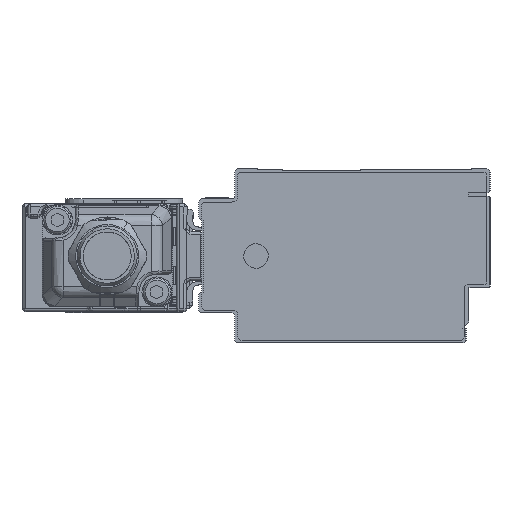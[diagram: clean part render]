
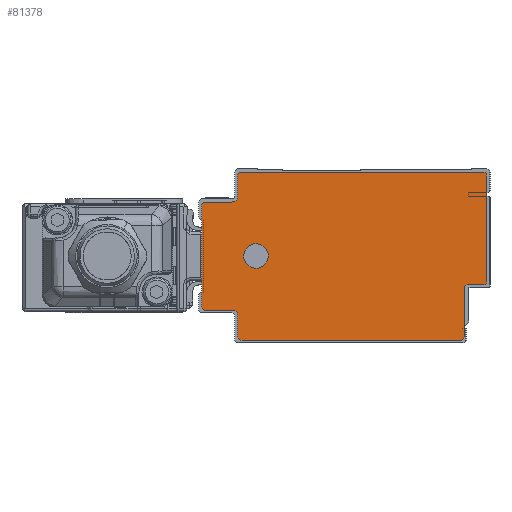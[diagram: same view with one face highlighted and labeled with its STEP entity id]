
A CAD part, left-side view. The second image highlights one B-rep face of the part: STEP entity #81378.
In plain terms, the highlighted planar face has unit normal (-1, 0, 0).
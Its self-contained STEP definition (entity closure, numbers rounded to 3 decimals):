
#79506=AXIS2_PLACEMENT_3D('Circle Axis2P3D',#79504,#79505,$) ;
#79544=AXIS2_PLACEMENT_3D('Circle Axis2P3D',#79542,#79543,$) ;
#79582=AXIS2_PLACEMENT_3D('Circle Axis2P3D',#79580,#79581,$) ;
#79620=AXIS2_PLACEMENT_3D('Circle Axis2P3D',#79618,#79619,$) ;
#81248=AXIS2_PLACEMENT_3D('Circle Axis2P3D',#81246,#81247,$) ;
#81268=AXIS2_PLACEMENT_3D('Plane Axis2P3D',#81265,#81266,#81267) ;
#81272=AXIS2_PLACEMENT_3D('Circle Axis2P3D',#81270,#81271,$) ;
#81286=AXIS2_PLACEMENT_3D('Circle Axis2P3D',#81284,#81285,$) ;
#81300=AXIS2_PLACEMENT_3D('Circle Axis2P3D',#81298,#81299,$) ;
#81314=AXIS2_PLACEMENT_3D('Circle Axis2P3D',#81312,#81313,$) ;
#81328=AXIS2_PLACEMENT_3D('Circle Axis2P3D',#81326,#81327,$) ;
#81362=AXIS2_PLACEMENT_3D('Circle Axis2P3D',#81360,#81361,$) ;
#81371=AXIS2_PLACEMENT_3D('Circle Axis2P3D',#81369,#81370,$) ;
#79462=CARTESIAN_POINT('Line Origine',(-2175.5,-3.5,19.1)) ;
#79466=CARTESIAN_POINT('Vertex',(-2175.5,-3.5,28.)) ;
#79468=CARTESIAN_POINT('Vertex',(-2175.5,-3.5,10.2)) ;
#79504=CARTESIAN_POINT('Axis2P3D Location',(-2175.5,-3.,28.)) ;
#79508=CARTESIAN_POINT('Vertex',(-2175.5,-3.,28.5)) ;
#79523=CARTESIAN_POINT('Line Origine',(-2175.5,17.25,28.5)) ;
#79527=CARTESIAN_POINT('Vertex',(-2175.5,37.5,28.5)) ;
#79542=CARTESIAN_POINT('Axis2P3D Location',(-2175.5,37.5,28.)) ;
#79546=CARTESIAN_POINT('Vertex',(-2175.5,38.,28.)) ;
#79561=CARTESIAN_POINT('Line Origine',(-2175.5,38.,26.25)) ;
#79565=CARTESIAN_POINT('Vertex',(-2175.5,38.,24.5)) ;
#79580=CARTESIAN_POINT('Axis2P3D Location',(-2175.5,39.,24.5)) ;
#79584=CARTESIAN_POINT('Vertex',(-2175.5,39.,23.5)) ;
#79599=CARTESIAN_POINT('Line Origine',(-2175.5,41.25,23.5)) ;
#79603=CARTESIAN_POINT('Vertex',(-2175.5,43.5,23.5)) ;
#79618=CARTESIAN_POINT('Axis2P3D Location',(-2175.5,43.5,23.)) ;
#79622=CARTESIAN_POINT('Vertex',(-2175.5,44.,23.)) ;
#79637=CARTESIAN_POINT('Line Origine',(-2175.5,44.,14.5)) ;
#79641=CARTESIAN_POINT('Vertex',(-2175.5,44.,6.)) ;
#81246=CARTESIAN_POINT('Axis2P3D Location',(-2175.5,-3.,10.2)) ;
#81250=CARTESIAN_POINT('Vertex',(-2175.5,-3.,9.7)) ;
#81265=CARTESIAN_POINT('Axis2P3D Location',(-2175.5,0.,0.)) ;
#81270=CARTESIAN_POINT('Axis2P3D Location',(-2175.5,43.5,6.)) ;
#81274=CARTESIAN_POINT('Vertex',(-2175.5,43.5,5.5)) ;
#81277=CARTESIAN_POINT('Line Origine',(-2175.5,41.25,5.5)) ;
#81281=CARTESIAN_POINT('Vertex',(-2175.5,39.,5.5)) ;
#81284=CARTESIAN_POINT('Axis2P3D Location',(-2175.5,39.,4.5)) ;
#81288=CARTESIAN_POINT('Vertex',(-2175.5,38.,4.5)) ;
#81291=CARTESIAN_POINT('Line Origine',(-2175.5,38.,2.75)) ;
#81295=CARTESIAN_POINT('Vertex',(-2175.5,38.,1.)) ;
#81298=CARTESIAN_POINT('Axis2P3D Location',(-2175.5,37.5,1.)) ;
#81302=CARTESIAN_POINT('Vertex',(-2175.5,37.5,0.5)) ;
#81305=CARTESIAN_POINT('Line Origine',(-2175.5,19.15,0.5)) ;
#81309=CARTESIAN_POINT('Vertex',(-2175.5,0.8,0.5)) ;
#81312=CARTESIAN_POINT('Axis2P3D Location',(-2175.5,0.8,1.)) ;
#81316=CARTESIAN_POINT('Vertex',(-2175.5,0.3,1.)) ;
#81319=CARTESIAN_POINT('Line Origine',(-2175.5,0.3,5.1)) ;
#81323=CARTESIAN_POINT('Vertex',(-2175.5,0.3,9.2)) ;
#81326=CARTESIAN_POINT('Axis2P3D Location',(-2175.5,-0.2,9.2)) ;
#81330=CARTESIAN_POINT('Vertex',(-2175.5,-0.2,9.7)) ;
#81333=CARTESIAN_POINT('Line Origine',(-2175.5,-1.6,9.7)) ;
#81360=CARTESIAN_POINT('Axis2P3D Location',(-2175.5,35.,14.5)) ;
#81364=CARTESIAN_POINT('Vertex',(-2175.5,33.186,13.509)) ;
#81366=CARTESIAN_POINT('Vertex',(-2175.5,36.814,15.491)) ;
#81369=CARTESIAN_POINT('Axis2P3D Location',(-2175.5,35.,14.5)) ;
#79463=DIRECTION('Vector Direction',(0.,0.,-1.)) ;
#79505=DIRECTION('Axis2P3D Direction',(1.,0.,0.)) ;
#79524=DIRECTION('Vector Direction',(0.,1.,0.)) ;
#79543=DIRECTION('Axis2P3D Direction',(1.,0.,0.)) ;
#79562=DIRECTION('Vector Direction',(0.,0.,1.)) ;
#79581=DIRECTION('Axis2P3D Direction',(1.,0.,0.)) ;
#79600=DIRECTION('Vector Direction',(0.,1.,0.)) ;
#79619=DIRECTION('Axis2P3D Direction',(1.,0.,0.)) ;
#79638=DIRECTION('Vector Direction',(0.,0.,1.)) ;
#81247=DIRECTION('Axis2P3D Direction',(1.,0.,0.)) ;
#81266=DIRECTION('Axis2P3D Direction',(1.,0.,0.)) ;
#81267=DIRECTION('Axis2P3D XDirection',(0.,1.,0.)) ;
#81271=DIRECTION('Axis2P3D Direction',(1.,0.,0.)) ;
#81278=DIRECTION('Vector Direction',(0.,-1.,0.)) ;
#81285=DIRECTION('Axis2P3D Direction',(1.,0.,0.)) ;
#81292=DIRECTION('Vector Direction',(0.,0.,1.)) ;
#81299=DIRECTION('Axis2P3D Direction',(1.,0.,0.)) ;
#81306=DIRECTION('Vector Direction',(0.,-1.,0.)) ;
#81313=DIRECTION('Axis2P3D Direction',(1.,0.,0.)) ;
#81320=DIRECTION('Vector Direction',(0.,0.,-1.)) ;
#81327=DIRECTION('Axis2P3D Direction',(1.,0.,0.)) ;
#81334=DIRECTION('Vector Direction',(0.,1.,0.)) ;
#81361=DIRECTION('Axis2P3D Direction',(1.,0.,0.)) ;
#81370=DIRECTION('Axis2P3D Direction',(1.,0.,0.)) ;
#79464=VECTOR('Line Direction',#79463,1.) ;
#79525=VECTOR('Line Direction',#79524,1.) ;
#79563=VECTOR('Line Direction',#79562,1.) ;
#79601=VECTOR('Line Direction',#79600,1.) ;
#79639=VECTOR('Line Direction',#79638,1.) ;
#81279=VECTOR('Line Direction',#81278,1.) ;
#81293=VECTOR('Line Direction',#81292,1.) ;
#81307=VECTOR('Line Direction',#81306,1.) ;
#81321=VECTOR('Line Direction',#81320,1.) ;
#81335=VECTOR('Line Direction',#81334,1.) ;
#81339=ORIENTED_EDGE('',*,*,#79529,.F.) ;
#81340=ORIENTED_EDGE('',*,*,#79548,.F.) ;
#81341=ORIENTED_EDGE('',*,*,#79567,.F.) ;
#81342=ORIENTED_EDGE('',*,*,#79586,.F.) ;
#81343=ORIENTED_EDGE('',*,*,#79605,.F.) ;
#81344=ORIENTED_EDGE('',*,*,#79624,.F.) ;
#81345=ORIENTED_EDGE('',*,*,#79643,.F.) ;
#81346=ORIENTED_EDGE('',*,*,#81276,.F.) ;
#81347=ORIENTED_EDGE('',*,*,#81283,.F.) ;
#81348=ORIENTED_EDGE('',*,*,#81290,.F.) ;
#81349=ORIENTED_EDGE('',*,*,#81297,.F.) ;
#81350=ORIENTED_EDGE('',*,*,#81304,.F.) ;
#81351=ORIENTED_EDGE('',*,*,#81311,.F.) ;
#81352=ORIENTED_EDGE('',*,*,#81318,.F.) ;
#81353=ORIENTED_EDGE('',*,*,#81325,.F.) ;
#81354=ORIENTED_EDGE('',*,*,#81332,.F.) ;
#81355=ORIENTED_EDGE('',*,*,#81337,.F.) ;
#81356=ORIENTED_EDGE('',*,*,#81252,.F.) ;
#81357=ORIENTED_EDGE('',*,*,#79470,.F.) ;
#81358=ORIENTED_EDGE('',*,*,#79510,.F.) ;
#81375=ORIENTED_EDGE('',*,*,#81368,.T.) ;
#81376=ORIENTED_EDGE('',*,*,#81373,.T.) ;
#81377=FACE_BOUND('',#81374,.T.) ;
#81378=ADVANCED_FACE('\X2\FF8EFF9EFF83FF9EFF68FF70\X0\.2',(#81359,#81377),#81269,.F.) ;
#79507=CIRCLE('generated circle',#79506,0.5) ;
#79545=CIRCLE('generated circle',#79544,0.5) ;
#79583=CIRCLE('generated circle',#79582,1.) ;
#79621=CIRCLE('generated circle',#79620,0.5) ;
#81249=CIRCLE('generated circle',#81248,0.5) ;
#81273=CIRCLE('generated circle',#81272,0.5) ;
#81287=CIRCLE('generated circle',#81286,1.) ;
#81301=CIRCLE('generated circle',#81300,0.5) ;
#81315=CIRCLE('generated circle',#81314,0.5) ;
#81329=CIRCLE('generated circle',#81328,0.5) ;
#81363=CIRCLE('generated circle',#81362,2.067) ;
#81372=CIRCLE('generated circle',#81371,2.067) ;
#79470=EDGE_CURVE('',#79467,#79469,#79465,.T.) ;
#79510=EDGE_CURVE('',#79509,#79467,#79507,.T.) ;
#79529=EDGE_CURVE('',#79528,#79509,#79526,.F.) ;
#79548=EDGE_CURVE('',#79547,#79528,#79545,.T.) ;
#79567=EDGE_CURVE('',#79566,#79547,#79564,.T.) ;
#79586=EDGE_CURVE('',#79585,#79566,#79583,.F.) ;
#79605=EDGE_CURVE('',#79604,#79585,#79602,.F.) ;
#79624=EDGE_CURVE('',#79623,#79604,#79621,.T.) ;
#79643=EDGE_CURVE('',#79642,#79623,#79640,.T.) ;
#81252=EDGE_CURVE('',#79469,#81251,#81249,.T.) ;
#81276=EDGE_CURVE('',#81275,#79642,#81273,.T.) ;
#81283=EDGE_CURVE('',#81282,#81275,#81280,.F.) ;
#81290=EDGE_CURVE('',#81289,#81282,#81287,.F.) ;
#81297=EDGE_CURVE('',#81296,#81289,#81294,.T.) ;
#81304=EDGE_CURVE('',#81303,#81296,#81301,.T.) ;
#81311=EDGE_CURVE('',#81310,#81303,#81308,.F.) ;
#81318=EDGE_CURVE('',#81317,#81310,#81315,.T.) ;
#81325=EDGE_CURVE('',#81324,#81317,#81322,.T.) ;
#81332=EDGE_CURVE('',#81331,#81324,#81329,.F.) ;
#81337=EDGE_CURVE('',#81251,#81331,#81336,.T.) ;
#81368=EDGE_CURVE('',#81365,#81367,#81363,.T.) ;
#81373=EDGE_CURVE('',#81367,#81365,#81372,.T.) ;
#81338=EDGE_LOOP('',(#81339,#81340,#81341,#81342,#81343,#81344,#81345,#81346,#81347,#81348,#81349,#81350,#81351,#81352,#81353,#81354,#81355,#81356,#81357,#81358)) ;
#81374=EDGE_LOOP('',(#81375,#81376)) ;
#81359=FACE_OUTER_BOUND('',#81338,.T.) ;
#79465=LINE('Line',#79462,#79464) ;
#79526=LINE('Line',#79523,#79525) ;
#79564=LINE('Line',#79561,#79563) ;
#79602=LINE('Line',#79599,#79601) ;
#79640=LINE('Line',#79637,#79639) ;
#81280=LINE('Line',#81277,#81279) ;
#81294=LINE('Line',#81291,#81293) ;
#81308=LINE('Line',#81305,#81307) ;
#81322=LINE('Line',#81319,#81321) ;
#81336=LINE('Line',#81333,#81335) ;
#81269=PLANE('Plane',#81268) ;
#79467=VERTEX_POINT('',#79466) ;
#79469=VERTEX_POINT('',#79468) ;
#79509=VERTEX_POINT('',#79508) ;
#79528=VERTEX_POINT('',#79527) ;
#79547=VERTEX_POINT('',#79546) ;
#79566=VERTEX_POINT('',#79565) ;
#79585=VERTEX_POINT('',#79584) ;
#79604=VERTEX_POINT('',#79603) ;
#79623=VERTEX_POINT('',#79622) ;
#79642=VERTEX_POINT('',#79641) ;
#81251=VERTEX_POINT('',#81250) ;
#81275=VERTEX_POINT('',#81274) ;
#81282=VERTEX_POINT('',#81281) ;
#81289=VERTEX_POINT('',#81288) ;
#81296=VERTEX_POINT('',#81295) ;
#81303=VERTEX_POINT('',#81302) ;
#81310=VERTEX_POINT('',#81309) ;
#81317=VERTEX_POINT('',#81316) ;
#81324=VERTEX_POINT('',#81323) ;
#81331=VERTEX_POINT('',#81330) ;
#81365=VERTEX_POINT('',#81364) ;
#81367=VERTEX_POINT('',#81366) ;
